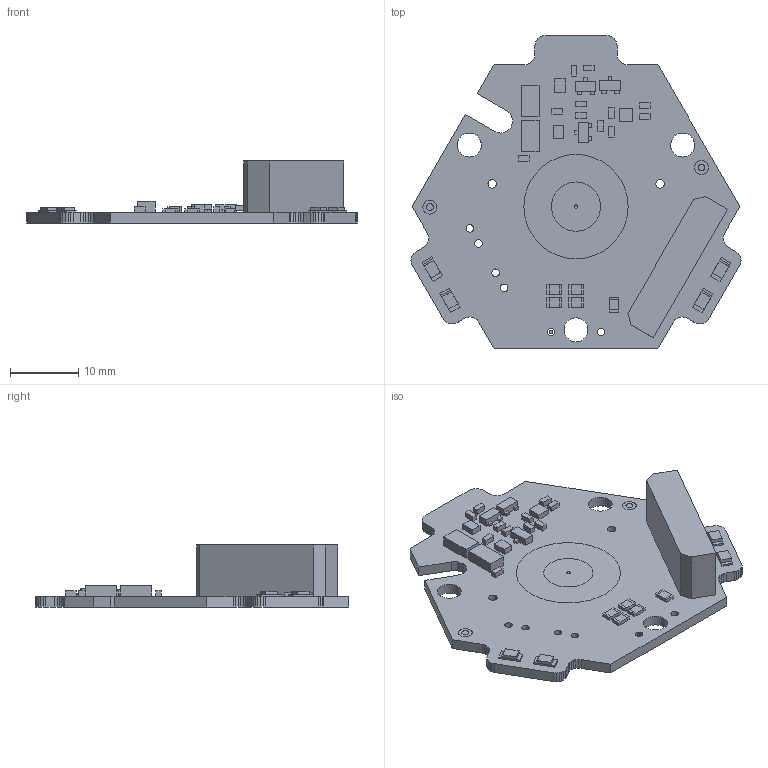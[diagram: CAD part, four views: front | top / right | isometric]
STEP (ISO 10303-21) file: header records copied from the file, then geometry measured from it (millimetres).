
FILE_DESCRIPTION(('Open CASCADE Model'),'2;1');
FILE_NAME('Open CASCADE Shape Model','2016-05-12T12:10:13',('Author'),( 'Open CASCADE'),'Open CASCADE STEP processor 6.8','Open CASCADE 6.8' ,'Unknown');
FILE_SCHEMA(('AUTOMOTIVE_DESIGN { 1 0 10303 214 1 1 1 1 }'));
Length unit declared in the file: millimetre
Products named in the file (85): PCB; Board; Pad11; 1203325744; Cylinder; 1203325880; Pad12; LED4; -2137696320; Extruded; -2137696184; -2137696048; LED3; 1203326016; 1203326152; 1203326288; LED2; LED1; J3; -2137695912; U2; 1203300312; C3; 692938328; C1; 692935064; FID2; 1607244544; 1613603968; FID1; R5; 1203291472; 1203291336; R4; R3; -2137695776; -2137695640; R2; R1; C2 ...
Assembly tree (122 placements, depth 4):
  PCB
    Board
    Pad11
      1203325744
        Cylinder
      1203325880
        Cylinder
    Pad12
      1203325744
        Cylinder
    LED4
      -2137696320
        Extruded
      -2137696184
        Extruded
      -2137696048
        Extruded
    LED3
      1203326016
        Extruded
      1203326152
        Extruded
      1203326288
        Extruded
    LED2
      -2137696320
        Extruded
      -2137696184
        Extruded
      -2137696048
        Extruded
    LED1
      1203326016
        Extruded
      1203326152
        Extruded
      1203326288
        Extruded
    J3
      -2137695912
        Extruded
    U2
      1203300312
        Extruded
    C3
      692938328
        Extruded
    C1
      692935064
        Extruded
    FID2
      1607244544
        Cylinder
      1613603968
        Cylinder
    FID1
      1613603968
        Cylinder
      1607244544
        Cylinder
Bounding box: 48.24 x 45.77 x 9.06 mm (x, y, z)
Volume: 3302.2 mm3; surface area: 4939.8 mm2
Topology: 64 solids, 64 shells, 498 faces, 1110 edges, 740 vertices
Faces by surface type: plane 471, cylinder 27
Full cylindrical faces by diameter (mm): 0.508 x2, 1.016 x2, 1.092 x2, 1.1 x12, 1.25 x2, 2.032 x2, 3.5 x2, 3.505 x1, 7.201 x1, 15.24 x1
Entity records: 18956 total; most frequent: CARTESIAN_POINT 3091, DIRECTION 2835, LINE 1903, VECTOR 1903, ORIENTED_EDGE 1338, PCURVE 1338, DEFINITIONAL_REPRESENTATION 1338, EDGE_CURVE 669
